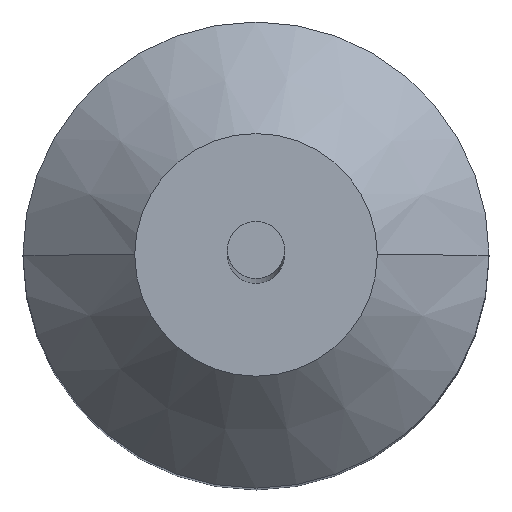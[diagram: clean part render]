
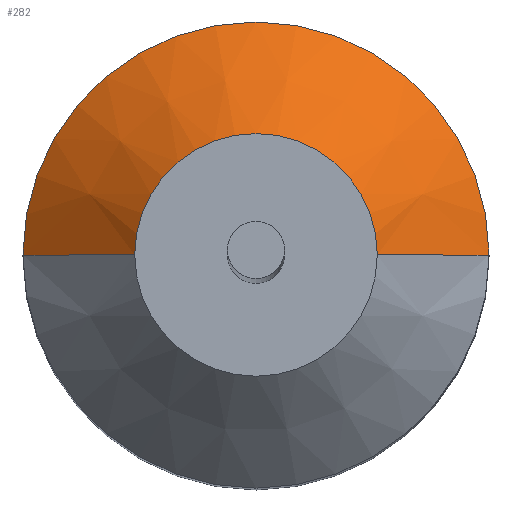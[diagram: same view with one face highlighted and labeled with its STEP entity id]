
A CAD part, top view. The second image highlights one B-rep face of the part: STEP entity #282.
In plain terms, the highlighted conical face has half-angle 45 degrees and reference radius 1.585 mm.
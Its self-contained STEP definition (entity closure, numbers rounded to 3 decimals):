
#62=CARTESIAN_POINT('',(0.,0.,5.715));
#63=DIRECTION('',(0.,0.,1.));
#64=DIRECTION('',(1.,0.,0.));
#65=AXIS2_PLACEMENT_3D('',#62,#63,#64);
#67=DIRECTION('',(-0.707,0.,-0.707));
#68=VECTOR('',#67,1.414);
#69=CARTESIAN_POINT('',(-1.085,0.,5.715));
#70=LINE('',#69,#68);
#71=DIRECTION('',(0.707,0.,-0.707));
#72=VECTOR('',#71,1.414);
#73=CARTESIAN_POINT('',(1.085,0.,5.715));
#74=LINE('',#73,#72);
#75=CARTESIAN_POINT('',(0.,0.,4.715));
#76=DIRECTION('',(0.,0.,1.));
#77=DIRECTION('',(1.,0.,0.));
#78=AXIS2_PLACEMENT_3D('',#75,#76,#77);
#137=CARTESIAN_POINT('',(-1.085,0.,5.715));
#138=CARTESIAN_POINT('',(1.085,0.,5.715));
#139=VERTEX_POINT('',#137);
#140=VERTEX_POINT('',#138);
#141=CARTESIAN_POINT('',(-2.085,0.,4.715));
#142=CARTESIAN_POINT('',(2.085,0.,4.715));
#143=VERTEX_POINT('',#141);
#144=VERTEX_POINT('',#142);
#270=CARTESIAN_POINT('',(0.,0.,5.215));
#271=DIRECTION('',(0.,0.,-1.));
#272=DIRECTION('',(0.,-1.,0.));
#273=AXIS2_PLACEMENT_3D('',#270,#271,#272);
#274=CONICAL_SURFACE('',#273,1.585,45.);
#275=ORIENTED_EDGE('',*,*,#246,.T.);
#276=ORIENTED_EDGE('',*,*,#265,.T.);
#278=ORIENTED_EDGE('',*,*,#277,.F.);
#279=ORIENTED_EDGE('',*,*,#261,.F.);
#280=EDGE_LOOP('',(#275,#276,#278,#279));
#281=FACE_OUTER_BOUND('',#280,.F.);
#66=CIRCLE('',#65,1.085);
#79=CIRCLE('',#78,2.085);
#246=EDGE_CURVE('',#140,#139,#66,.T.);
#261=EDGE_CURVE('',#140,#144,#74,.T.);
#265=EDGE_CURVE('',#139,#143,#70,.T.);
#277=EDGE_CURVE('',#144,#143,#79,.T.);
#282=ADVANCED_FACE('',(#281),#274,.T.);
